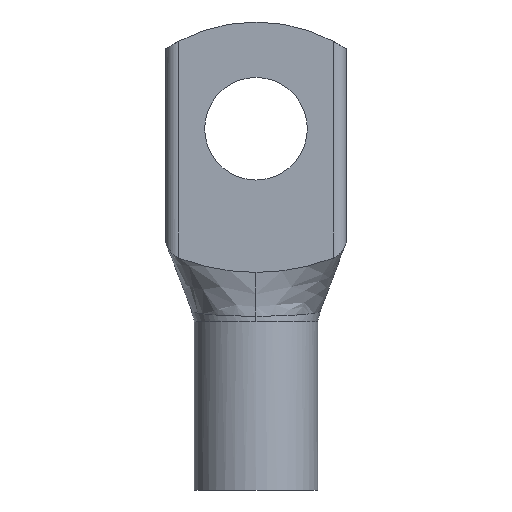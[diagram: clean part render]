
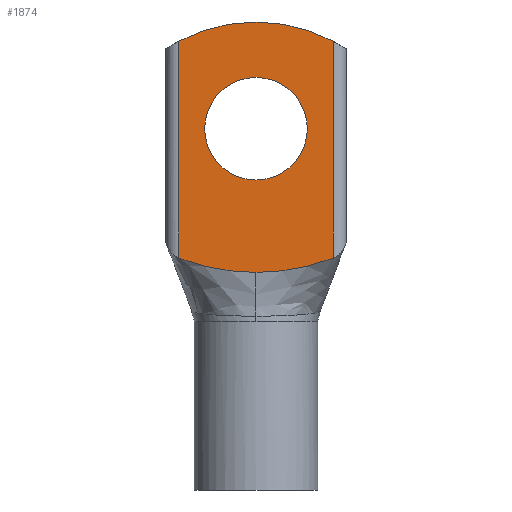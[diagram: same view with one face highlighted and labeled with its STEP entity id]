
A CAD part, front view. The second image highlights one B-rep face of the part: STEP entity #1874.
In plain terms, the highlighted planar face has unit normal (0, -1, 0).
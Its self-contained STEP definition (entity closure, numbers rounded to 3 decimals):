
#35 = VERTEX_POINT ( 'NONE', #2000 ) ;
#140 = B_SPLINE_CURVE_WITH_KNOTS ( 'NONE', 3,
 ( #1978, #763, #1260, #794, #1738, #532, #2717, #309, #1274 ),
 .UNSPECIFIED., .F., .F.,
 ( 4, 1, 1, 1, 2, 4 ),
 ( 0.5, 0.625, 0.75, 0.875, 1., 1. ),
 .UNSPECIFIED. ) ;
#188 = FACE_BOUND ( 'NONE', #2058, .T. ) ;
#307 = CARTESIAN_POINT ( 'NONE',  ( -9.4, 0., 4.5 ) ) ;
#309 = CARTESIAN_POINT ( 'NONE',  ( -9.4, 0., 7.744 ) ) ;
#396 = DIRECTION ( 'NONE',  ( 0., 0., -1. ) ) ;
#443 = CARTESIAN_POINT ( 'NONE',  ( 0., 0., 23.5 ) ) ;
#483 = B_SPLINE_CURVE_WITH_KNOTS ( 'NONE', 3,
 ( #2786, #1598, #2832, #3010, #829, #1068, #639 ),
 .UNSPECIFIED., .F., .F.,
 ( 4, 1, 1, 1, 4 ),
 ( 0., 0.125, 0.25, 0.375, 0.5 ),
 .UNSPECIFIED. ) ;
#491 = CARTESIAN_POINT ( 'NONE',  ( 0., 0., 29.75 ) ) ;
#521 = ORIENTED_EDGE ( 'NONE', *, *, #913, .F. ) ;
#525 = VERTEX_POINT ( 'NONE', #2633 ) ;
#532 = CARTESIAN_POINT ( 'NONE',  ( -8.608, 0., 7.44 ) ) ;
#576 = VERTEX_POINT ( 'NONE', #2668 ) ;
#639 = CARTESIAN_POINT ( 'NONE',  ( 0., 0., 6.001 ) ) ;
#659 = DIRECTION ( 'NONE',  ( 0., 0., 1. ) ) ;
#763 = CARTESIAN_POINT ( 'NONE',  ( -0.801, 0., 6.001 ) ) ;
#794 = CARTESIAN_POINT ( 'NONE',  ( -4.717, 0., 6.392 ) ) ;
#829 = CARTESIAN_POINT ( 'NONE',  ( 2.382, 0., 6.074 ) ) ;
#896 = PLANE ( 'NONE',  #2481 ) ;
#913 = EDGE_CURVE ( 'NONE', #35, #1892, #2472, .T. ) ;
#930 = ORIENTED_EDGE ( 'NONE', *, *, #1074, .T. ) ;
#959 = CARTESIAN_POINT ( 'NONE',  ( -9.4, 0., 34.153 ) ) ;
#1068 = CARTESIAN_POINT ( 'NONE',  ( 0.801, 0., 6.001 ) ) ;
#1074 = EDGE_CURVE ( 'NONE', #2019, #2257, #2570, .T. ) ;
#1134 = DIRECTION ( 'NONE',  ( 0., 1., 0. ) ) ;
#1142 = AXIS2_PLACEMENT_3D ( 'NONE', #2951, #2980, #2258 ) ;
#1185 = FACE_OUTER_BOUND ( 'NONE', #1831, .T. ) ;
#1260 = CARTESIAN_POINT ( 'NONE',  ( -2.382, 0., 6.074 ) ) ;
#1274 = CARTESIAN_POINT ( 'NONE',  ( -9.4, 0., 7.744 ) ) ;
#1311 = CARTESIAN_POINT ( 'NONE',  ( 9.4, 0., 7.744 ) ) ;
#1421 = CARTESIAN_POINT ( 'NONE',  ( -9.4, 0., 4.5 ) ) ;
#1422 = AXIS2_PLACEMENT_3D ( 'NONE', #1807, #1134, #1826 ) ;
#1484 = EDGE_CURVE ( 'NONE', #576, #35, #140, .T. ) ;
#1486 = ORIENTED_EDGE ( 'NONE', *, *, #2325, .T. ) ;
#1598 = CARTESIAN_POINT ( 'NONE',  ( 8.608, 0., 7.44 ) ) ;
#1620 = DIRECTION ( 'NONE',  ( 0., 0., 1. ) ) ;
#1648 = AXIS2_PLACEMENT_3D ( 'NONE', #443, #2386, #1620 ) ;
#1680 = CARTESIAN_POINT ( 'NONE',  ( 9.4, 0., 34.153 ) ) ;
#1738 = CARTESIAN_POINT ( 'NONE',  ( -7.044, 0., 6.926 ) ) ;
#1807 = CARTESIAN_POINT ( 'NONE',  ( 0., 0., 23.5 ) ) ;
#1826 = DIRECTION ( 'NONE',  ( 0., 0., 1. ) ) ;
#1831 = EDGE_LOOP ( 'NONE', ( #930, #2641, #521, #2375, #2850 ) ) ;
#1874 = ADVANCED_FACE ( 'NONE', ( #188, #1185 ), #896, .T. ) ;
#1892 = VERTEX_POINT ( 'NONE', #959 ) ;
#1956 = CIRCLE ( 'NONE', #1142, 20. ) ;
#1978 = CARTESIAN_POINT ( 'NONE',  ( 0., 0., 6.001 ) ) ;
#2000 = CARTESIAN_POINT ( 'NONE',  ( -9.4, 0., 7.744 ) ) ;
#2019 = VERTEX_POINT ( 'NONE', #1311 ) ;
#2058 = EDGE_LOOP ( 'NONE', ( #1486, #3030 ) ) ;
#2122 = VERTEX_POINT ( 'NONE', #491 ) ;
#2227 = VECTOR ( 'NONE', #659, 1000. ) ;
#2257 = VERTEX_POINT ( 'NONE', #1680 ) ;
#2258 = DIRECTION ( 'NONE',  ( 0., 0., 1. ) ) ;
#2325 = EDGE_CURVE ( 'NONE', #525, #2122, #2523, .T. ) ;
#2342 = CARTESIAN_POINT ( 'NONE',  ( 9.4, 0., 4.5 ) ) ;
#2375 = ORIENTED_EDGE ( 'NONE', *, *, #1484, .F. ) ;
#2386 = DIRECTION ( 'NONE',  ( 0., 1., 0. ) ) ;
#2443 = EDGE_CURVE ( 'NONE', #2257, #1892, #1956, .T. ) ;
#2472 = LINE ( 'NONE', #307, #2483 ) ;
#2481 = AXIS2_PLACEMENT_3D ( 'NONE', #1421, #2864, #396 ) ;
#2483 = VECTOR ( 'NONE', #2715, 1000. ) ;
#2523 = CIRCLE ( 'NONE', #1648, 6.25 ) ;
#2570 = LINE ( 'NONE', #2342, #2227 ) ;
#2633 = CARTESIAN_POINT ( 'NONE',  ( 0., 0., 17.25 ) ) ;
#2641 = ORIENTED_EDGE ( 'NONE', *, *, #2443, .T. ) ;
#2668 = CARTESIAN_POINT ( 'NONE',  ( 0., 0., 6.001 ) ) ;
#2715 = DIRECTION ( 'NONE',  ( 0., 0., 1. ) ) ;
#2717 = CARTESIAN_POINT ( 'NONE',  ( -9.4, 0., 7.744 ) ) ;
#2786 = CARTESIAN_POINT ( 'NONE',  ( 9.4, 0., 7.744 ) ) ;
#2809 = CIRCLE ( 'NONE', #1422, 6.25 ) ;
#2832 = CARTESIAN_POINT ( 'NONE',  ( 7.044, 0., 6.926 ) ) ;
#2850 = ORIENTED_EDGE ( 'NONE', *, *, #3131, .F. ) ;
#2864 = DIRECTION ( 'NONE',  ( 0., -1., 0. ) ) ;
#2951 = CARTESIAN_POINT ( 'NONE',  ( 0., 0., 16.5 ) ) ;
#2980 = DIRECTION ( 'NONE',  ( 0., -1., 0. ) ) ;
#3010 = CARTESIAN_POINT ( 'NONE',  ( 4.717, 0., 6.392 ) ) ;
#3030 = ORIENTED_EDGE ( 'NONE', *, *, #3060, .T. ) ;
#3060 = EDGE_CURVE ( 'NONE', #2122, #525, #2809, .T. ) ;
#3131 = EDGE_CURVE ( 'NONE', #2019, #576, #483, .T. ) ;
